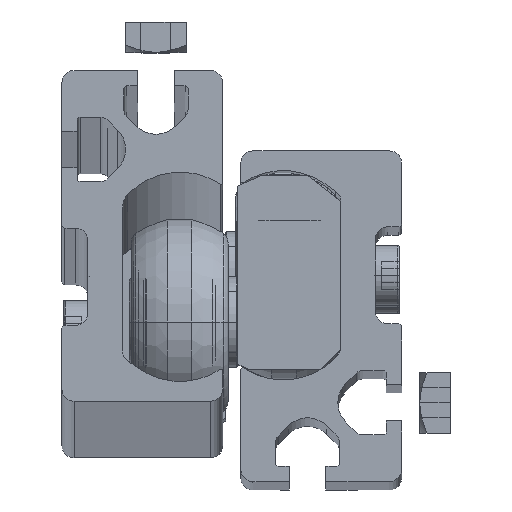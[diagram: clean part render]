
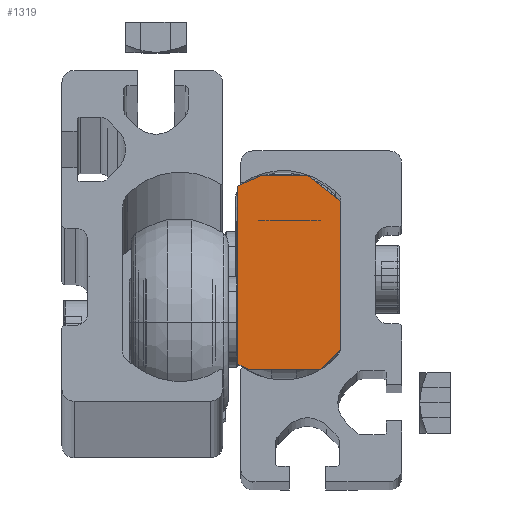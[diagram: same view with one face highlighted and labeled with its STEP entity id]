
A CAD part, top view. The second image highlights one B-rep face of the part: STEP entity #1319.
In plain terms, the highlighted face is planar.
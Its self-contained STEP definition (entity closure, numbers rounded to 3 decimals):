
#64 = VERTEX_POINT ( 'NONE', #10911 ) ;
#145 = VERTEX_POINT ( 'NONE', #11605 ) ;
#462 = VECTOR ( 'NONE', #12256, 1000. ) ;
#557 = CARTESIAN_POINT ( 'NONE',  ( -19., 12.203, 8.5 ) ) ;
#1038 = EDGE_CURVE ( 'NONE', #2056, #14594, #17939, .T. ) ;
#1199 = ORIENTED_EDGE ( 'NONE', *, *, #17486, .T. ) ;
#1319 = ADVANCED_FACE ( 'NONE', ( #1920 ), #13171, .T. ) ;
#1920 = FACE_OUTER_BOUND ( 'NONE', #18435, .T. ) ;
#2056 = VERTEX_POINT ( 'NONE', #8012 ) ;
#2094 = VECTOR ( 'NONE', #16024, 1000. ) ;
#2211 = EDGE_CURVE ( 'NONE', #4034, #18109, #12165, .T. ) ;
#2829 = ORIENTED_EDGE ( 'NONE', *, *, #2211, .T. ) ;
#2878 = LINE ( 'NONE', #8940, #462 ) ;
#3233 = CARTESIAN_POINT ( 'NONE',  ( -19., -15.5, 5.2 ) ) ;
#3355 = EDGE_CURVE ( 'NONE', #2056, #18109, #2878, .T. ) ;
#3709 = CARTESIAN_POINT ( 'NONE',  ( -19., 1.5, 22.2 ) ) ;
#3746 = DIRECTION ( 'NONE',  ( 0., -0.707, -0.707 ) ) ;
#4034 = VERTEX_POINT ( 'NONE', #557 ) ;
#4480 = ORIENTED_EDGE ( 'NONE', *, *, #11985, .F. ) ;
#4555 = CARTESIAN_POINT ( 'NONE',  ( -19., 12.203, 8.5 ) ) ;
#4781 = CARTESIAN_POINT ( 'NONE',  ( -19., -14.661, -8.5 ) ) ;
#6165 = EDGE_CURVE ( 'NONE', #145, #64, #15825, .T. ) ;
#6178 = DIRECTION ( 'NONE',  ( 0., -0.423, 0.906 ) ) ;
#6419 = ORIENTED_EDGE ( 'NONE', *, *, #18880, .T. ) ;
#6476 = CARTESIAN_POINT ( 'NONE',  ( -19., -12.2, 8.5 ) ) ;
#6482 = VERTEX_POINT ( 'NONE', #12183 ) ;
#6630 = DIRECTION ( 'NONE',  ( 0., -0.423, -0.906 ) ) ;
#7233 = LINE ( 'NONE', #19597, #7977 ) ;
#7272 = EDGE_CURVE ( 'NONE', #14594, #10882, #7233, .T. ) ;
#7977 = VECTOR ( 'NONE', #18221, 1000. ) ;
#8012 = CARTESIAN_POINT ( 'NONE',  ( -19., 16.5, -4.6 ) ) ;
#8940 = CARTESIAN_POINT ( 'NONE',  ( -19., 16.5, -4.6 ) ) ;
#10882 = VERTEX_POINT ( 'NONE', #4781 ) ;
#10911 = CARTESIAN_POINT ( 'NONE',  ( -19., -15.5, -6.7 ) ) ;
#11450 = CARTESIAN_POINT ( 'NONE',  ( -19., -12.2, 8.5 ) ) ;
#11605 = CARTESIAN_POINT ( 'NONE',  ( -19., -15.5, 5.2 ) ) ;
#11612 = DIRECTION ( 'NONE',  ( -1., 0., 0. ) ) ;
#11985 = EDGE_CURVE ( 'NONE', #6482, #145, #14860, .T. ) ;
#12021 = VECTOR ( 'NONE', #15875, 1000. ) ;
#12039 = VECTOR ( 'NONE', #6178, 1000. ) ;
#12147 = ORIENTED_EDGE ( 'NONE', *, *, #6165, .F. ) ;
#12165 = LINE ( 'NONE', #4555, #12021 ) ;
#12183 = CARTESIAN_POINT ( 'NONE',  ( -19., -12.2, 8.5 ) ) ;
#12256 = DIRECTION ( 'NONE',  ( 0., 0., 1. ) ) ;
#12976 = VECTOR ( 'NONE', #6630, 1000. ) ;
#13070 = DIRECTION ( 'NONE',  ( 0., 0., 1. ) ) ;
#13171 = PLANE ( 'NONE',  #14633 ) ;
#13502 = ORIENTED_EDGE ( 'NONE', *, *, #1038, .T. ) ;
#14519 = ORIENTED_EDGE ( 'NONE', *, *, #7272, .T. ) ;
#14594 = VERTEX_POINT ( 'NONE', #16644 ) ;
#14633 = AXIS2_PLACEMENT_3D ( 'NONE', #3709, #11612, #13070 ) ;
#14860 = LINE ( 'NONE', #11450, #16554 ) ;
#15628 = CARTESIAN_POINT ( 'NONE',  ( -19., -14.661, -8.5 ) ) ;
#15825 = LINE ( 'NONE', #3233, #2094 ) ;
#15875 = DIRECTION ( 'NONE',  ( 0., 0.616, -0.788 ) ) ;
#16024 = DIRECTION ( 'NONE',  ( 0., 0., -1. ) ) ;
#16116 = CARTESIAN_POINT ( 'NONE',  ( -19., 16.5, -4.6 ) ) ;
#16554 = VECTOR ( 'NONE', #3746, 1000. ) ;
#16644 = CARTESIAN_POINT ( 'NONE',  ( -19., 14.681, -8.5 ) ) ;
#16799 = ORIENTED_EDGE ( 'NONE', *, *, #3355, .F. ) ;
#17280 = LINE ( 'NONE', #15628, #12039 ) ;
#17385 = DIRECTION ( 'NONE',  ( 0., 1., 0. ) ) ;
#17486 = EDGE_CURVE ( 'NONE', #6482, #4034, #20494, .T. ) ;
#17939 = LINE ( 'NONE', #16116, #12976 ) ;
#18109 = VERTEX_POINT ( 'NONE', #20245 ) ;
#18221 = DIRECTION ( 'NONE',  ( 0., -1., 0. ) ) ;
#18435 = EDGE_LOOP ( 'NONE', ( #2829, #16799, #13502, #14519, #6419, #12147, #4480, #1199 ) ) ;
#18880 = EDGE_CURVE ( 'NONE', #10882, #64, #17280, .T. ) ;
#19270 = VECTOR ( 'NONE', #17385, 1000. ) ;
#19597 = CARTESIAN_POINT ( 'NONE',  ( -19., 14.681, -8.5 ) ) ;
#20245 = CARTESIAN_POINT ( 'NONE',  ( -19., 16.5, 3. ) ) ;
#20494 = LINE ( 'NONE', #6476, #19270 ) ;
